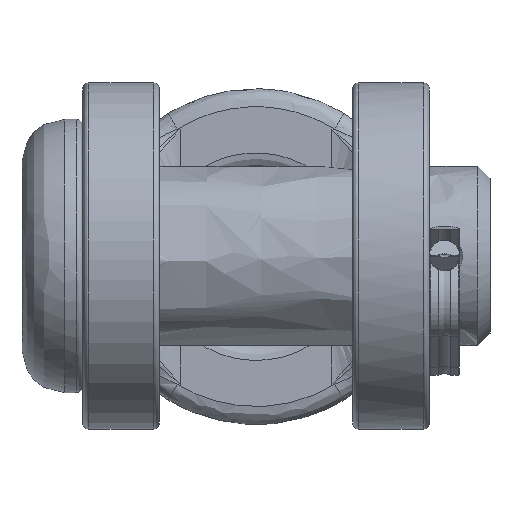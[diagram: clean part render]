
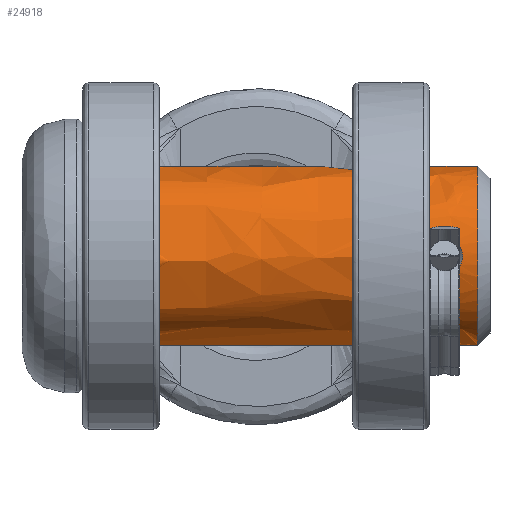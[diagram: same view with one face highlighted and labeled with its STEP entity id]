
A CAD part, top view. The second image highlights one B-rep face of the part: STEP entity #24918.
In plain terms, the highlighted free-form (B-spline) face has degree [2, 1] with [9, 2] control points.
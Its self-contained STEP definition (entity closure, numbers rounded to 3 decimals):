
#24712 = VERTEX_POINT('',#24713);
#24713 = CARTESIAN_POINT('',(2.335,2.794,
    -13.492));
#24753 = EDGE_CURVE('',#24712,#24712,#24754,.T.);
#24754 = B_SPLINE_CURVE_WITH_KNOTS('',3,(#24755,#24756,#24757,#24758,
    #24759,#24760,#24761,#24762,#24763,#24764,#24765,#24766,#24767,
    #24768,#24769,#24770,#24771,#24772,#24773,#24774),.UNSPECIFIED.,.T.,
  .F.,(1,3,1,1,1,1,1,1,1,1,1,1,1,1,1,1,1,1,3,1),(-1.618,
    -1.51,-1.429,-1.402,-1.294,
    -1.186,-1.078,-0.971,-0.93,
    -0.863,-0.791,-0.647,-0.611,
    -0.575,-0.431,-0.324,-0.216,
    -0.108,0.,0.081),.UNSPECIFIED.);
#24755 = CARTESIAN_POINT('',(2.335,2.794,
    -13.492));
#24756 = CARTESIAN_POINT('',(2.638,2.794,
    -13.492));
#24757 = CARTESIAN_POINT('',(3.064,2.729,
    -13.506));
#24758 = CARTESIAN_POINT('',(3.86,2.392,
    -13.57));
#24759 = CARTESIAN_POINT('',(4.591,1.827,
    -13.67));
#24760 = CARTESIAN_POINT('',(5.162,0.626,
    -13.783));
#24761 = CARTESIAN_POINT('',(5.166,-0.624,
    -13.783));
#24762 = CARTESIAN_POINT('',(4.703,-1.582,
    -13.693));
#24763 = CARTESIAN_POINT('',(4.149,-2.161,
    -13.61));
#24764 = CARTESIAN_POINT('',(3.559,-2.562,
    -13.54));
#24765 = CARTESIAN_POINT('',(2.473,-2.888,
    -13.472));
#24766 = CARTESIAN_POINT('',(1.491,-2.745,
    -13.505));
#24767 = CARTESIAN_POINT('',(0.74,-2.311,
    -13.584));
#24768 = CARTESIAN_POINT('',(0.103,-1.81,
    -13.666));
#24769 = CARTESIAN_POINT('',(-0.494,-0.776,
    -13.783));
#24770 = CARTESIAN_POINT('',(-0.493,0.632,
    -13.783));
#24771 = CARTESIAN_POINT('',(0.078,1.82,
    -13.671));
#24772 = CARTESIAN_POINT('',(1.056,2.59,
    -13.535));
#24773 = CARTESIAN_POINT('',(1.931,2.794,
    -13.492));
#24774 = CARTESIAN_POINT('',(2.335,2.794,
    -13.492));
#24918 = ADVANCED_FACE('',(#24919,#24965,#24990),#24993,.T.);
#24919 = FACE_BOUND('',#24920,.T.);
#24920 = EDGE_LOOP('',(#24921,#24933,#24940,#24950,#24958,#24959));
#24921 = ORIENTED_EDGE('',*,*,#24922,.F.);
#24922 = EDGE_CURVE('',#24923,#24925,#24927,.T.);
#24923 = VERTEX_POINT('',#24924);
#24924 = CARTESIAN_POINT('',(-51.376,-13.778,
    0.));
#24925 = VERTEX_POINT('',#24926);
#24926 = CARTESIAN_POINT('',(-51.376,0.,
    -13.778));
#24927 = ( BOUNDED_CURVE() B_SPLINE_CURVE(2,(#24928,#24929,#24930,#24931
,#24932),.UNSPECIFIED.,.F.,.F.) B_SPLINE_CURVE_WITH_KNOTS((3,2,3),(0.,
2.356,4.712),.PIECEWISE_BEZIER_KNOTS.) CURVE() 
GEOMETRIC_REPRESENTATION_ITEM() RATIONAL_B_SPLINE_CURVE((1.,
0.383,1.,0.383,1.)) REPRESENTATION_ITEM('') );
#24928 = CARTESIAN_POINT('',(-51.376,-13.778,
    0.));
#24929 = CARTESIAN_POINT('',(-51.376,-13.778,
    33.263));
#24930 = CARTESIAN_POINT('',(-51.376,9.743,9.743
    ));
#24931 = CARTESIAN_POINT('',(-51.376,33.263,
    -13.778));
#24932 = CARTESIAN_POINT('',(-51.376,0.,
    -13.778));
#24933 = ORIENTED_EDGE('',*,*,#24934,.T.);
#24934 = EDGE_CURVE('',#24923,#24935,#24937,.T.);
#24935 = VERTEX_POINT('',#24936);
#24936 = CARTESIAN_POINT('',(7.473,-13.778,
    0.));
#24937 = B_SPLINE_CURVE_WITH_KNOTS('',1,(#24938,#24939),.UNSPECIFIED.,
  .F.,.F.,(2,2),(-26.5,36.5),.PIECEWISE_BEZIER_KNOTS.);
#24938 = CARTESIAN_POINT('',(-51.376,-13.778,
    0.));
#24939 = CARTESIAN_POINT('',(7.473,-13.778,
    0.));
#24940 = ORIENTED_EDGE('',*,*,#24941,.F.);
#24941 = EDGE_CURVE('',#24942,#24935,#24944,.T.);
#24942 = VERTEX_POINT('',#24943);
#24943 = CARTESIAN_POINT('',(7.473,13.778,
    0.));
#24944 = ( BOUNDED_CURVE() B_SPLINE_CURVE(2,(#24945,#24946,#24947,#24948
,#24949),.UNSPECIFIED.,.F.,.F.) B_SPLINE_CURVE_WITH_KNOTS((3,2,3),(
    3.142,4.712,6.283),
.PIECEWISE_BEZIER_KNOTS.) CURVE() GEOMETRIC_REPRESENTATION_ITEM() 
RATIONAL_B_SPLINE_CURVE((1.,0.707,1.,0.707,1.)) 
REPRESENTATION_ITEM('') );
#24945 = CARTESIAN_POINT('',(7.473,13.778,
    0.));
#24946 = CARTESIAN_POINT('',(7.473,13.778,
    13.778));
#24947 = CARTESIAN_POINT('',(7.473,0.,
    13.778));
#24948 = CARTESIAN_POINT('',(7.473,-13.778,
    13.778));
#24949 = CARTESIAN_POINT('',(7.473,-13.778,
    0.));
#24950 = ORIENTED_EDGE('',*,*,#24951,.F.);
#24951 = EDGE_CURVE('',#24935,#24942,#24952,.T.);
#24952 = ( BOUNDED_CURVE() B_SPLINE_CURVE(2,(#24953,#24954,#24955,#24956
,#24957),.UNSPECIFIED.,.F.,.F.) B_SPLINE_CURVE_WITH_KNOTS((3,2,3),(0.,
1.571,3.142),.PIECEWISE_BEZIER_KNOTS.) CURVE() 
GEOMETRIC_REPRESENTATION_ITEM() RATIONAL_B_SPLINE_CURVE((1.,
0.707,1.,0.707,1.)) REPRESENTATION_ITEM('') );
#24953 = CARTESIAN_POINT('',(7.473,-13.778,
    0.));
#24954 = CARTESIAN_POINT('',(7.473,-13.778,
    -13.778));
#24955 = CARTESIAN_POINT('',(7.473,0.,
    -13.778));
#24956 = CARTESIAN_POINT('',(7.473,13.778,
    -13.778));
#24957 = CARTESIAN_POINT('',(7.473,13.778,
    0.));
#24958 = ORIENTED_EDGE('',*,*,#24934,.F.);
#24959 = ORIENTED_EDGE('',*,*,#24960,.F.);
#24960 = EDGE_CURVE('',#24925,#24923,#24961,.T.);
#24961 = ( BOUNDED_CURVE() B_SPLINE_CURVE(2,(#24962,#24963,#24964),
.UNSPECIFIED.,.F.,.F.) B_SPLINE_CURVE_WITH_KNOTS((3,3),(4.712,
6.283),.PIECEWISE_BEZIER_KNOTS.) CURVE() 
GEOMETRIC_REPRESENTATION_ITEM() RATIONAL_B_SPLINE_CURVE((1.,
0.707,1.)) REPRESENTATION_ITEM('') );
#24962 = CARTESIAN_POINT('',(-51.376,0.,
    -13.778));
#24963 = CARTESIAN_POINT('',(-51.376,-13.778,
    -13.778));
#24964 = CARTESIAN_POINT('',(-51.376,-13.778,
    0.));
#24965 = FACE_BOUND('',#24966,.T.);
#24966 = EDGE_LOOP('',(#24967));
#24967 = ORIENTED_EDGE('',*,*,#24968,.F.);
#24968 = EDGE_CURVE('',#24969,#24969,#24971,.T.);
#24969 = VERTEX_POINT('',#24970);
#24970 = CARTESIAN_POINT('',(2.335,2.794,
    13.492));
#24971 = B_SPLINE_CURVE_WITH_KNOTS('',3,(#24972,#24973,#24974,#24975,
    #24976,#24977,#24978,#24979,#24980,#24981,#24982,#24983,#24984,
    #24985,#24986,#24987,#24988,#24989),.UNSPECIFIED.,.T.,.F.,(1,3,1,1,1
    ,1,1,1,1,1,1,1,1,1,1,1,3,1),(-1.618,-1.51,
    -1.402,-1.294,-1.186,-1.078,
    -0.971,-0.917,-0.863,-0.719,
    -0.647,-0.503,-0.431,-0.324,
    -0.216,-0.108,0.,0.108),.UNSPECIFIED.);
#24972 = CARTESIAN_POINT('',(2.335,2.794,
    13.492));
#24973 = CARTESIAN_POINT('',(1.931,2.794,
    13.492));
#24974 = CARTESIAN_POINT('',(1.059,2.59,
    13.535));
#24975 = CARTESIAN_POINT('',(0.076,1.821,
    13.672));
#24976 = CARTESIAN_POINT('',(-0.491,0.621,
    13.783));
#24977 = CARTESIAN_POINT('',(-0.497,-0.621,
    13.784));
#24978 = CARTESIAN_POINT('',(-0.006,-1.63,
    13.688));
#24979 = CARTESIAN_POINT('',(0.559,-2.192,
    13.604));
#24980 = CARTESIAN_POINT('',(1.418,-2.73,
    13.508));
#24981 = CARTESIAN_POINT('',(2.475,-2.892,
    13.471));
#24982 = CARTESIAN_POINT('',(3.855,-2.461,
    13.56));
#24983 = CARTESIAN_POINT('',(4.684,-1.705,
    13.689));
#24984 = CARTESIAN_POINT('',(5.163,-0.485,
    13.783));
#24985 = CARTESIAN_POINT('',(5.165,0.623,
    13.783));
#24986 = CARTESIAN_POINT('',(4.594,1.817,
    13.671));
#24987 = CARTESIAN_POINT('',(3.612,2.59,
    13.535));
#24988 = CARTESIAN_POINT('',(2.739,2.794,
    13.492));
#24989 = CARTESIAN_POINT('',(2.335,2.794,
    13.492));
#24990 = FACE_BOUND('',#24991,.T.);
#24991 = EDGE_LOOP('',(#24992));
#24992 = ORIENTED_EDGE('',*,*,#24753,.F.);
#24993 = ( BOUNDED_SURFACE() B_SPLINE_SURFACE(2,1,(
    (#24994,#24995)
    ,(#24996,#24997)
    ,(#24998,#24999)
    ,(#25000,#25001)
    ,(#25002,#25003)
    ,(#25004,#25005)
    ,(#25006,#25007)
    ,(#25008,#25009)
    ,(#25010,#25011
)),.UNSPECIFIED.,.T.,.F.,.F.) B_SPLINE_SURFACE_WITH_KNOTS((3,2,2,2,3),(2
    ,2),(-3.142,-2.094,0.,2.094,3.142)
,(-36.5,26.5),.UNSPECIFIED.) GEOMETRIC_REPRESENTATION_ITEM() 
RATIONAL_B_SPLINE_SURFACE((
    (0.75,0.75)
    ,(0.75,0.75)
    ,(1.,1.)
    ,(0.5,0.5)
    ,(1.,1.)
    ,(0.5,0.5)
    ,(1.,1.)
    ,(0.75,0.75)
,(0.75,0.75))) REPRESENTATION_ITEM('') SURFACE() );
#24994 = CARTESIAN_POINT('',(7.473,-13.778,
    0.));
#24995 = CARTESIAN_POINT('',(-51.376,-13.778,
    0.));
#24996 = CARTESIAN_POINT('',(7.473,-13.778,
    7.955));
#24997 = CARTESIAN_POINT('',(-51.376,-13.778,
    7.955));
#24998 = CARTESIAN_POINT('',(7.473,-6.889,
    11.932));
#24999 = CARTESIAN_POINT('',(-51.376,-6.889,
    11.932));
#25000 = CARTESIAN_POINT('',(7.473,13.778,
    23.864));
#25001 = CARTESIAN_POINT('',(-51.376,13.778,
    23.864));
#25002 = CARTESIAN_POINT('',(7.473,13.778,
    0.));
#25003 = CARTESIAN_POINT('',(-51.376,13.778,
    0.));
#25004 = CARTESIAN_POINT('',(7.473,13.778,
    -23.864));
#25005 = CARTESIAN_POINT('',(-51.376,13.778,
    -23.864));
#25006 = CARTESIAN_POINT('',(7.473,-6.889,
    -11.932));
#25007 = CARTESIAN_POINT('',(-51.376,-6.889,
    -11.932));
#25008 = CARTESIAN_POINT('',(7.473,-13.778,
    -7.955));
#25009 = CARTESIAN_POINT('',(-51.376,-13.778,
    -7.955));
#25010 = CARTESIAN_POINT('',(7.473,-13.778,
    0.));
#25011 = CARTESIAN_POINT('',(-51.376,-13.778,
    0.));
